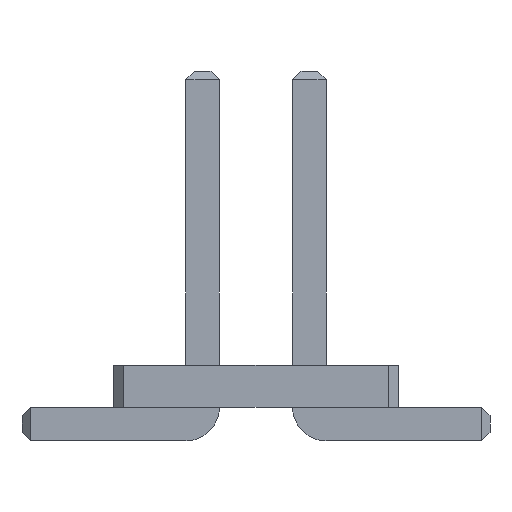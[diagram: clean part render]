
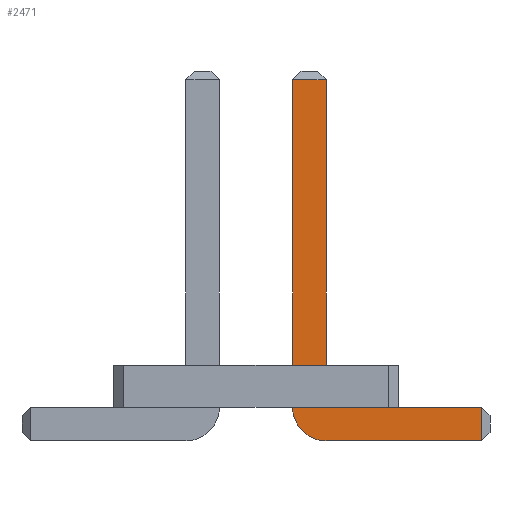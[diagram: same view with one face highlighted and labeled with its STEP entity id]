
A CAD part, front view. The second image highlights one B-rep face of the part: STEP entity #2471.
In plain terms, the highlighted planar face has unit normal (0, -1, 0).
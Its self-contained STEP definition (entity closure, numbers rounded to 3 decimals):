
#67=DIRECTION('',(1.,0.,0.));
#1067=VECTOR('',#67,1.);
#1120=DIRECTION('',(-1.,0.,0.));
#2117=VECTOR('',#1120,1.);
#2280=DIRECTION('',(-0.,1.,0.));
#2281=DIRECTION('',(0.,0.,-1.));
#2288=VECTOR('',#2289,1.);
#2289=DIRECTION('',(0.,0.,1.));
#2300=VECTOR('',#2281,1.);
#2312=DIRECTION('',(0.,1.,0.));
#2313=DIRECTION('',(1.,0.,0.));
#2320=VERTEX_POINT('',#2321);
#2321=CARTESIAN_POINT('',(2.685,-10.995,0.));
#2324=ORIENTED_EDGE('',*,*,#2325,.T.);
#2325=EDGE_CURVE('',#2320,#2326,#2328,.T.);
#2326=VERTEX_POINT('',#2327);
#2327=CARTESIAN_POINT('',(0.835,-10.995,0.));
#2328=LINE('',#2329,#2117);
#2329=CARTESIAN_POINT('',(2.785,-10.995,0.));
#2366=VERTEX_POINT('',#2367);
#2367=CARTESIAN_POINT('',(0.435,-10.995,0.4));
#2370=EDGE_CURVE('',#2326,#2366,#2371,.T.);
#2371=CIRCLE('',#2372,0.4);
#2372=AXIS2_PLACEMENT_3D('',#2373,#2280,#2281);
#2373=CARTESIAN_POINT('',(0.835,-10.995,0.4));
#2382=VERTEX_POINT('',#2373);
#2384=ORIENTED_EDGE('',*,*,#2385,.T.);
#2385=EDGE_CURVE('',#2382,#2386,#2388,.T.);
#2386=VERTEX_POINT('',#2387);
#2387=CARTESIAN_POINT('',(2.685,-10.995,0.4));
#2388=LINE('',#2373,#1067);
#2398=ORIENTED_EDGE('',*,*,#2399,.T.);
#2399=EDGE_CURVE('',#2366,#2400,#2402,.T.);
#2400=VERTEX_POINT('',#2401);
#2401=CARTESIAN_POINT('',(0.435,-10.995,4.3));
#2402=LINE('',#2403,#2288);
#2403=CARTESIAN_POINT('',(0.435,-10.995,0.));
#2416=VERTEX_POINT('',#2417);
#2417=CARTESIAN_POINT('',(0.835,-10.995,4.3));
#2419=ORIENTED_EDGE('',*,*,#2420,.T.);
#2420=EDGE_CURVE('',#2416,#2382,#2421,.T.);
#2421=LINE('',#2422,#2300);
#2422=CARTESIAN_POINT('',(0.835,-10.995,4.4));
#2471=ADVANCED_FACE('',(#2472),#2481,.F.);
#2472=FACE_BOUND('',#2473,.F.);
#2473=EDGE_LOOP('',(#2324,#2474,#2398,#2475,#2419,#2384,#2478));
#2474=ORIENTED_EDGE('',*,*,#2370,.T.);
#2475=ORIENTED_EDGE('',*,*,#2476,.T.);
#2476=EDGE_CURVE('',#2400,#2416,#2477,.T.);
#2477=LINE('',#2401,#1067);
#2478=ORIENTED_EDGE('',*,*,#2479,.T.);
#2479=EDGE_CURVE('',#2386,#2320,#2480,.T.);
#2480=LINE('',#2387,#2300);
#2481=PLANE('',#2482);
#2482=AXIS2_PLACEMENT_3D('',#2483,#2312,#2313);
#2483=CARTESIAN_POINT('',(1.032,-10.995,1.622));
